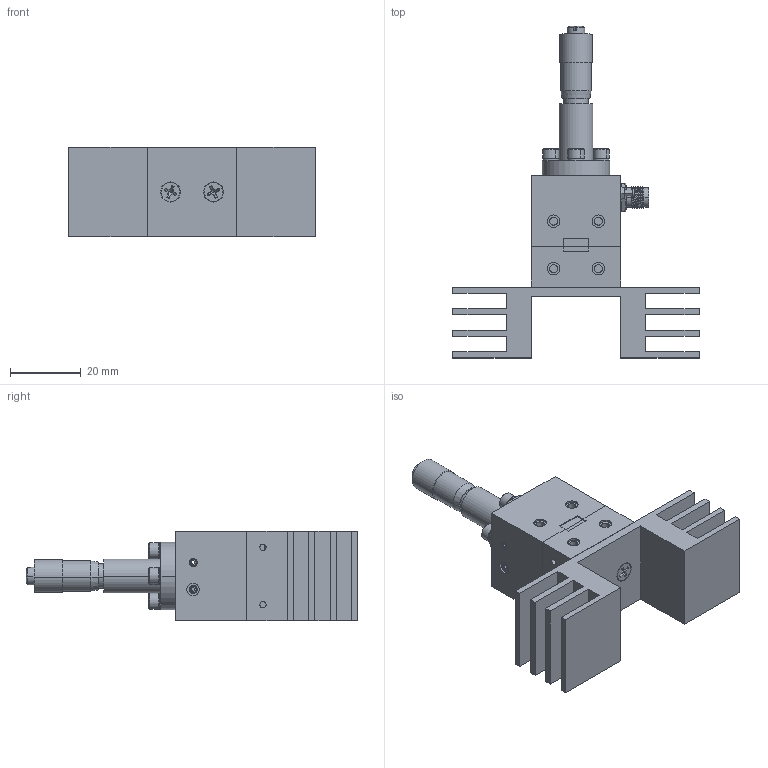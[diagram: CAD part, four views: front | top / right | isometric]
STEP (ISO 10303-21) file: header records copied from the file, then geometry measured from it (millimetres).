
FILE_DESCRIPTION (( 'STEP AP203' ), '1' );
FILE_NAME ('SOM-29304320-28-M1.STEP', '2019-02-05T22:29:38', ( '' ), ( '' ), 'SwSTEP 2.0', 'SolidWorks 2016', '' );
FILE_SCHEMA (( 'CONFIG_CONTROL_DESIGN' ));
Length unit declared in the file: inch
Products named in the file (1): SOM-29304320-28-M1
Bounding box: 69.85 x 94.08 x 25.4 mm (x, y, z)
Surface area: 18389.6 mm2 (no closed solid volume)
Topology: 0 solids, 26 shells, 435 faces, 1234 edges, 811 vertices
Faces by surface type: plane 230, cone 101, cylinder 98, sphere 4, bspline 2
Entity records: 15629 total; most frequent: CARTESIAN_POINT 4633, DIRECTION 2253, ORIENTED_EDGE 2139, EDGE_CURVE 1222, AXIS2_PLACEMENT_3D 824, VERTEX_POINT 811, VECTOR 605, LINE 605
